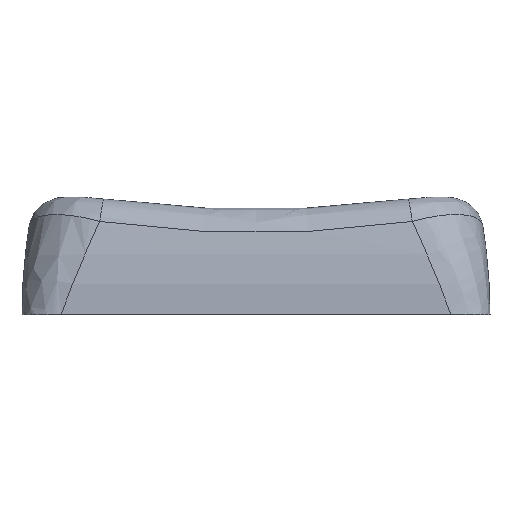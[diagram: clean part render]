
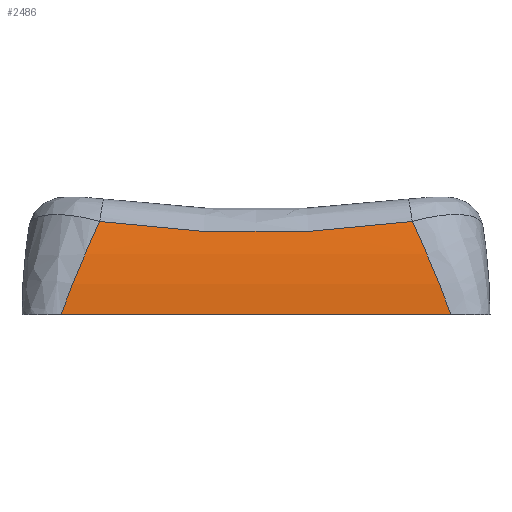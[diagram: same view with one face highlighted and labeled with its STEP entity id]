
A CAD part, top view. The second image highlights one B-rep face of the part: STEP entity #2486.
In plain terms, the highlighted cylindrical face has radius 11.653 mm (diameter 23.307 mm), a partial arc.
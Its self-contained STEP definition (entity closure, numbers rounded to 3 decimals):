
#97=B_SPLINE_CURVE_WITH_KNOTS('',3,(#3854,#3855,#3856,#3857),
 .UNSPECIFIED.,.F.,.F.,(4,4),(-1.199,0.),
 .UNSPECIFIED.);
#161=B_SPLINE_CURVE_WITH_KNOTS('',3,(#5127,#5128,#5129,#5130),
 .UNSPECIFIED.,.F.,.F.,(4,4),(-0.418,-0.188),
 .UNSPECIFIED.);
#162=B_SPLINE_CURVE_WITH_KNOTS('',3,(#5132,#5133,#5134,#5135),
 .UNSPECIFIED.,.F.,.F.,(4,4),(-0.188,-0.078),
 .UNSPECIFIED.);
#163=B_SPLINE_CURVE_WITH_KNOTS('',3,(#5136,#5137,#5138,#5139),
 .UNSPECIFIED.,.F.,.F.,(4,4),(-0.078,-0.065),
 .UNSPECIFIED.);
#164=B_SPLINE_CURVE_WITH_KNOTS('',3,(#5142,#5143,#5144,#5145),
 .UNSPECIFIED.,.F.,.F.,(4,4),(-0.23,0.),
 .UNSPECIFIED.);
#165=B_SPLINE_CURVE_WITH_KNOTS('',3,(#5147,#5148,#5149,#5150),
 .UNSPECIFIED.,.F.,.F.,(4,4),(-0.34,-0.23),
 .UNSPECIFIED.);
#166=B_SPLINE_CURVE_WITH_KNOTS('',3,(#5151,#5152,#5153,#5154),
 .UNSPECIFIED.,.F.,.F.,(4,4),(-0.353,-0.34),
 .UNSPECIFIED.);
#184=CYLINDRICAL_SURFACE('',#2640,11.653);
#318=FACE_OUTER_BOUND('',#458,.T.);
#458=EDGE_LOOP('',(#2242,#2243,#2244,#2245,#2246,#2247,#2248,#2249));
#702=LINE('',#5021,#944);
#944=VECTOR('',#3156,10.);
#1113=VERTEX_POINT('',#3851);
#1114=VERTEX_POINT('',#3853);
#1169=VERTEX_POINT('',#4995);
#1170=VERTEX_POINT('',#5008);
#1172=VERTEX_POINT('',#5126);
#1173=VERTEX_POINT('',#5131);
#1174=VERTEX_POINT('',#5141);
#1175=VERTEX_POINT('',#5146);
#1444=EDGE_CURVE('',#1113,#1114,#97,.T.);
#1527=EDGE_CURVE('',#1169,#1170,#702,.T.);
#1531=EDGE_CURVE('',#1169,#1172,#161,.T.);
#1532=EDGE_CURVE('',#1172,#1173,#162,.T.);
#1533=EDGE_CURVE('',#1173,#1113,#163,.T.);
#1534=EDGE_CURVE('',#1174,#1170,#164,.T.);
#1535=EDGE_CURVE('',#1175,#1174,#165,.T.);
#1536=EDGE_CURVE('',#1114,#1175,#166,.T.);
#2242=ORIENTED_EDGE('',*,*,#1532,.F.);
#2243=ORIENTED_EDGE('',*,*,#1531,.F.);
#2244=ORIENTED_EDGE('',*,*,#1527,.T.);
#2245=ORIENTED_EDGE('',*,*,#1534,.F.);
#2246=ORIENTED_EDGE('',*,*,#1535,.F.);
#2247=ORIENTED_EDGE('',*,*,#1536,.F.);
#2248=ORIENTED_EDGE('',*,*,#1444,.F.);
#2249=ORIENTED_EDGE('',*,*,#1533,.F.);
#2486=ADVANCED_FACE('',(#318),#184,.T.);
#2640=AXIS2_PLACEMENT_3D('',#5140,#3159,#3160);
#3156=DIRECTION('',(1.,0.,0.));
#3159=DIRECTION('center_axis',(1.,0.,0.));
#3160=DIRECTION('ref_axis',(0.,0.696,-0.718));
#3851=CARTESIAN_POINT('',(-5.979,7.045,8.398));
#3853=CARTESIAN_POINT('',(5.979,7.045,8.398));
#3854=CARTESIAN_POINT('Ctrl Pts',(-5.979,7.045,8.398));
#3855=CARTESIAN_POINT('Ctrl Pts',(-2.017,6.47,8.581));
#3856=CARTESIAN_POINT('Ctrl Pts',(2.017,6.47,8.581));
#3857=CARTESIAN_POINT('Ctrl Pts',(5.979,7.045,8.398));
#4995=CARTESIAN_POINT('',(-7.45,3.5,8.95));
#5008=CARTESIAN_POINT('',(7.45,3.5,8.95));
#5021=CARTESIAN_POINT('',(0.,3.5,8.95));
#5126=CARTESIAN_POINT('',(-6.533,5.8,8.721));
#5127=CARTESIAN_POINT('Ctrl Pts',(-7.45,3.5,8.95));
#5128=CARTESIAN_POINT('Ctrl Pts',(-7.175,4.257,8.95));
#5129=CARTESIAN_POINT('Ctrl Pts',(-6.866,5.027,8.877));
#5130=CARTESIAN_POINT('Ctrl Pts',(-6.533,5.8,8.721));
#5131=CARTESIAN_POINT('',(-6.038,6.916,8.438));
#5132=CARTESIAN_POINT('Ctrl Pts',(-6.533,5.8,8.721));
#5133=CARTESIAN_POINT('Ctrl Pts',(-6.373,6.172,8.646));
#5134=CARTESIAN_POINT('Ctrl Pts',(-6.208,6.544,8.552));
#5135=CARTESIAN_POINT('Ctrl Pts',(-6.038,6.916,8.438));
#5136=CARTESIAN_POINT('Ctrl Pts',(-6.038,6.916,8.438));
#5137=CARTESIAN_POINT('Ctrl Pts',(-6.018,6.959,8.425));
#5138=CARTESIAN_POINT('Ctrl Pts',(-5.999,7.002,8.411));
#5139=CARTESIAN_POINT('Ctrl Pts',(-5.979,7.045,8.398));
#5140=CARTESIAN_POINT('Origin',(0.,3.5,-2.703));
#5141=CARTESIAN_POINT('',(6.533,5.8,8.721));
#5142=CARTESIAN_POINT('Ctrl Pts',(6.533,5.8,8.721));
#5143=CARTESIAN_POINT('Ctrl Pts',(6.866,5.027,8.877));
#5144=CARTESIAN_POINT('Ctrl Pts',(7.175,4.257,8.95));
#5145=CARTESIAN_POINT('Ctrl Pts',(7.45,3.5,8.95));
#5146=CARTESIAN_POINT('',(6.038,6.916,8.438));
#5147=CARTESIAN_POINT('Ctrl Pts',(6.038,6.916,8.438));
#5148=CARTESIAN_POINT('Ctrl Pts',(6.208,6.544,8.552));
#5149=CARTESIAN_POINT('Ctrl Pts',(6.373,6.172,8.646));
#5150=CARTESIAN_POINT('Ctrl Pts',(6.533,5.8,8.721));
#5151=CARTESIAN_POINT('Ctrl Pts',(5.979,7.045,8.398));
#5152=CARTESIAN_POINT('Ctrl Pts',(5.999,7.002,8.411));
#5153=CARTESIAN_POINT('Ctrl Pts',(6.018,6.959,8.425));
#5154=CARTESIAN_POINT('Ctrl Pts',(6.038,6.916,8.438));
